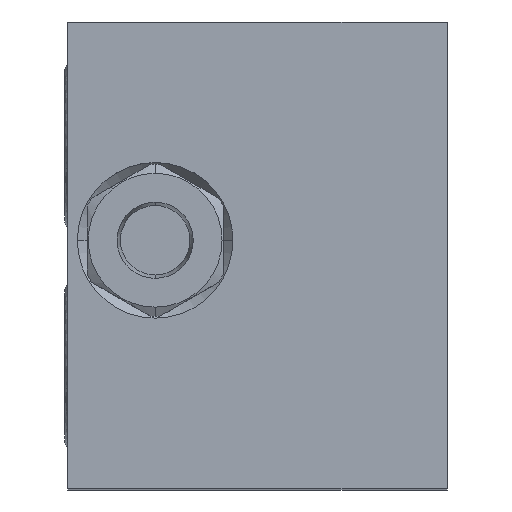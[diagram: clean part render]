
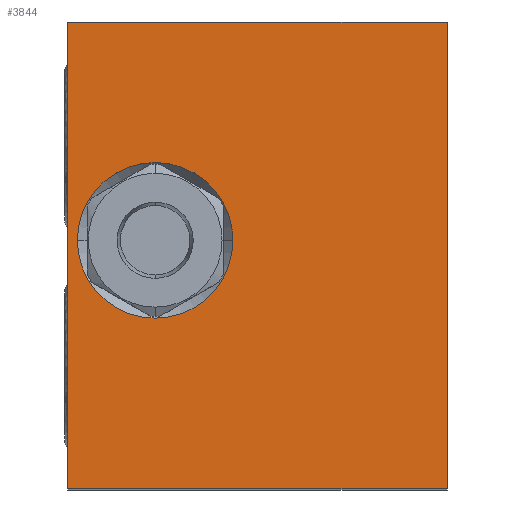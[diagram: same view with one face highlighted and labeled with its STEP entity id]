
A CAD part, top view. The second image highlights one B-rep face of the part: STEP entity #3844.
In plain terms, the highlighted planar face has unit normal (0, 0, 1).
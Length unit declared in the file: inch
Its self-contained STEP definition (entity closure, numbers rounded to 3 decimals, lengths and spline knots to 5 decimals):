
#193=DIRECTION('',(0.,-1.,0.));
#194=VECTOR('',#193,3.);
#195=CARTESIAN_POINT('',(0.,0.,4.));
#196=LINE('',#195,#194);
#197=DIRECTION('',(-1.,0.,0.));
#198=VECTOR('',#197,2.438);
#199=CARTESIAN_POINT('',(2.438,0.,4.));
#200=LINE('',#199,#198);
#201=DIRECTION('',(0.,1.,0.));
#202=VECTOR('',#201,3.);
#203=CARTESIAN_POINT('',(2.438,-3.,4.));
#204=LINE('',#203,#202);
#205=DIRECTION('',(1.,0.,0.));
#206=VECTOR('',#205,2.438);
#207=CARTESIAN_POINT('',(0.,-3.,4.));
#208=LINE('',#207,#206);
#209=CARTESIAN_POINT('',(0.562,-1.403,4.));
#210=DIRECTION('',(0.,0.,-1.));
#211=DIRECTION('',(-1.,0.,0.));
#212=AXIS2_PLACEMENT_3D('',#209,#210,#211);
#214=CARTESIAN_POINT('',(0.562,-1.403,4.));
#215=DIRECTION('',(0.,0.,-1.));
#216=DIRECTION('',(1.,0.,0.));
#217=AXIS2_PLACEMENT_3D('',#214,#215,#216);
#3171=CARTESIAN_POINT('',(0.,0.,4.));
#3172=CARTESIAN_POINT('',(0.,-3.,4.));
#3173=VERTEX_POINT('',#3171);
#3174=VERTEX_POINT('',#3172);
#3175=CARTESIAN_POINT('',(2.438,-3.,4.));
#3176=VERTEX_POINT('',#3175);
#3177=CARTESIAN_POINT('',(2.438,0.,4.));
#3178=VERTEX_POINT('',#3177);
#3631=CARTESIAN_POINT('',(0.062,-1.403,4.));
#3632=VERTEX_POINT('',#3631);
#3633=CARTESIAN_POINT('',(1.062,-1.403,4.));
#3634=VERTEX_POINT('',#3633);
#3827=CARTESIAN_POINT('',(0.,0.,4.));
#3828=DIRECTION('',(0.,0.,1.));
#3829=DIRECTION('',(1.,0.,0.));
#3830=AXIS2_PLACEMENT_3D('',#3827,#3828,#3829);
#3831=PLANE('',#3830);
#3832=ORIENTED_EDGE('',*,*,#3683,.F.);
#3833=ORIENTED_EDGE('',*,*,#3734,.F.);
#3834=ORIENTED_EDGE('',*,*,#3754,.F.);
#3835=ORIENTED_EDGE('',*,*,#3815,.F.);
#3836=EDGE_LOOP('',(#3832,#3833,#3834,#3835));
#3837=FACE_OUTER_BOUND('',#3836,.F.);
#3839=ORIENTED_EDGE('',*,*,#3838,.F.);
#3841=ORIENTED_EDGE('',*,*,#3840,.F.);
#3842=EDGE_LOOP('',(#3839,#3841));
#3843=FACE_BOUND('',#3842,.F.);
#3844=ADVANCED_FACE('',(#3837,#3843),#3831,.T.);
#213=CIRCLE('',#212,0.5);
#218=CIRCLE('',#217,0.5);
#3683=EDGE_CURVE('',#3173,#3174,#196,.T.);
#3734=EDGE_CURVE('',#3178,#3173,#200,.T.);
#3754=EDGE_CURVE('',#3176,#3178,#204,.T.);
#3815=EDGE_CURVE('',#3174,#3176,#208,.T.);
#3838=EDGE_CURVE('',#3632,#3634,#213,.T.);
#3840=EDGE_CURVE('',#3634,#3632,#218,.T.);
